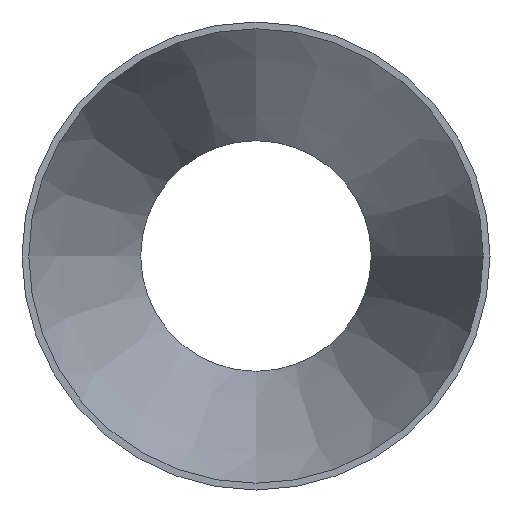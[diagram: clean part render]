
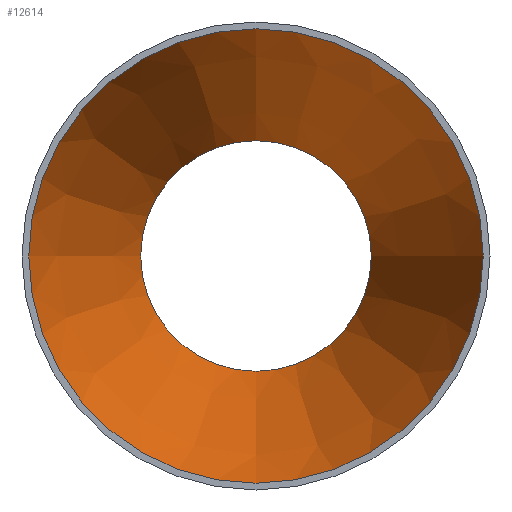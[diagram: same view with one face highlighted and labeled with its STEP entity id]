
A CAD part, front view. The second image highlights one B-rep face of the part: STEP entity #12614.
In plain terms, the highlighted conical face has half-angle 19.021 degrees and reference radius 106.377 mm.
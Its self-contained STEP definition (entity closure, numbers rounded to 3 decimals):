
#679 = CIRCLE ( 'NONE', #28490, 53.977 ) ;
#1628 = FACE_BOUND ( 'NONE', #12529, .T. ) ;
#1992 = CONICAL_SURFACE ( 'NONE', #8324, 106.377, 0.332 ) ;
#4358 = DIRECTION ( 'NONE',  ( 0., -1., 0. ) ) ;
#5008 = VERTEX_POINT ( 'NONE', #5164 ) ;
#5164 = CARTESIAN_POINT ( 'NONE',  ( 0., 152., -53.977 ) ) ;
#5310 = VERTEX_POINT ( 'NONE', #23991 ) ;
#5934 = CARTESIAN_POINT ( 'NONE',  ( 0., 152., 0. ) ) ;
#8324 = AXIS2_PLACEMENT_3D ( 'NONE', #29742, #25479, #20568 ) ;
#10819 = EDGE_CURVE ( 'NONE', #5008, #5008, #679, .T. ) ;
#11419 = DIRECTION ( 'NONE',  ( 0., 0., -1. ) ) ;
#12430 = EDGE_CURVE ( 'NONE', #5310, #5310, #20040, .T. ) ;
#12529 = EDGE_LOOP ( 'NONE', ( #13139 ) ) ;
#12537 = ORIENTED_EDGE ( 'NONE', *, *, #12430, .T. ) ;
#12614 = ADVANCED_FACE ( 'NONE', ( #1628, #13861 ), #1992, .F. ) ;
#13139 = ORIENTED_EDGE ( 'NONE', *, *, #10819, .F. ) ;
#13861 = FACE_OUTER_BOUND ( 'NONE', #14673, .T. ) ;
#14673 = EDGE_LOOP ( 'NONE', ( #12537 ) ) ;
#17869 = CARTESIAN_POINT ( 'NONE',  ( 0., 0., 0. ) ) ;
#19706 = DIRECTION ( 'NONE',  ( 0., -1., 0. ) ) ;
#20040 = CIRCLE ( 'NONE', #23937, 106.377 ) ;
#20568 = DIRECTION ( 'NONE',  ( 0., 0., -1. ) ) ;
#23937 = AXIS2_PLACEMENT_3D ( 'NONE', #17869, #19706, #29041 ) ;
#23991 = CARTESIAN_POINT ( 'NONE',  ( 0., 0., -106.377 ) ) ;
#25479 = DIRECTION ( 'NONE',  ( 0., -1., 0. ) ) ;
#28490 = AXIS2_PLACEMENT_3D ( 'NONE', #5934, #4358, #11419 ) ;
#29041 = DIRECTION ( 'NONE',  ( 0., 0., -1. ) ) ;
#29742 = CARTESIAN_POINT ( 'NONE',  ( 0., 0., 0. ) ) ;
